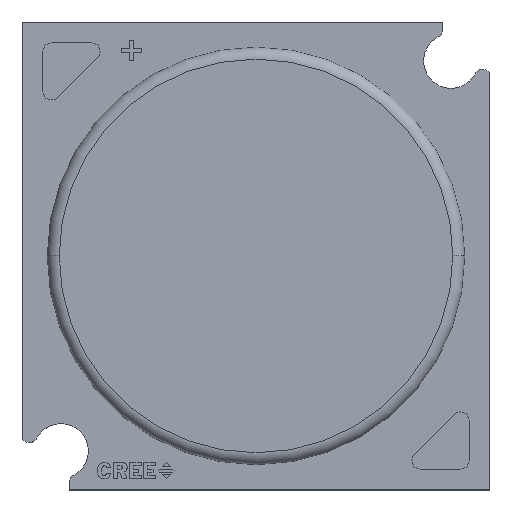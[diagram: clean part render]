
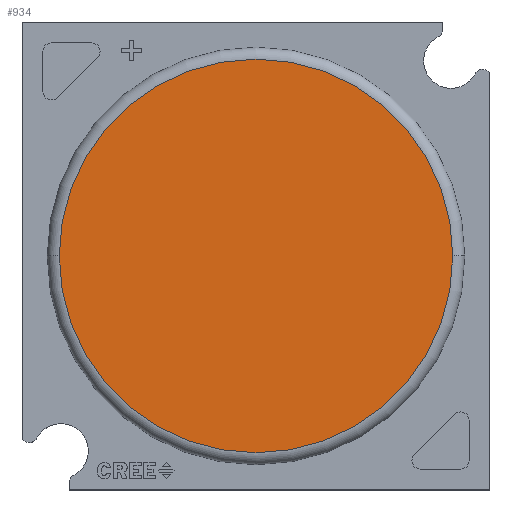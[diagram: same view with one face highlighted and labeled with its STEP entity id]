
A CAD part, top view. The second image highlights one B-rep face of the part: STEP entity #934.
In plain terms, the highlighted planar face has unit normal (0, 0, 1).
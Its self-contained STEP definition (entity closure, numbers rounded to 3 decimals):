
#45 = AXIS2_PLACEMENT_3D ( 'NONE', #1199, #1184, #120 ) ;
#83 = DIRECTION ( 'NONE',  ( -1., 0., 0. ) ) ;
#120 = DIRECTION ( 'NONE',  ( -1., 0., 0. ) ) ;
#154 = EDGE_CURVE ( 'NONE', #648, #353, #1430, .T. ) ;
#353 = VERTEX_POINT ( 'NONE', #1183 ) ;
#555 = FACE_OUTER_BOUND ( 'NONE', #1558, .T. ) ;
#648 = VERTEX_POINT ( 'NONE', #1298 ) ;
#715 = DIRECTION ( 'NONE',  ( -1., 0., 0. ) ) ;
#790 = ORIENTED_EDGE ( 'NONE', *, *, #154, .F. ) ;
#821 = CIRCLE ( 'NONE', #1296, 11.5 ) ;
#890 = CARTESIAN_POINT ( 'NONE',  ( 0., -11.5, 0.6 ) ) ;
#934 = ADVANCED_FACE ( 'NONE', ( #555 ), #1035, .F. ) ;
#1035 = PLANE ( 'NONE',  #1448 ) ;
#1046 = DIRECTION ( 'NONE',  ( 0., 0., -1. ) ) ;
#1065 = EDGE_CURVE ( 'NONE', #353, #648, #821, .T. ) ;
#1183 = CARTESIAN_POINT ( 'NONE',  ( 11.5, 0., 0.6 ) ) ;
#1184 = DIRECTION ( 'NONE',  ( 0., 0., -1. ) ) ;
#1199 = CARTESIAN_POINT ( 'NONE',  ( 0., 0., 0.6 ) ) ;
#1296 = AXIS2_PLACEMENT_3D ( 'NONE', #1433, #1540, #715 ) ;
#1298 = CARTESIAN_POINT ( 'NONE',  ( -11.5, 0., 0.6 ) ) ;
#1339 = ORIENTED_EDGE ( 'NONE', *, *, #1065, .F. ) ;
#1430 = CIRCLE ( 'NONE', #45, 11.5 ) ;
#1433 = CARTESIAN_POINT ( 'NONE',  ( 0., 0., 0.6 ) ) ;
#1448 = AXIS2_PLACEMENT_3D ( 'NONE', #890, #1046, #83 ) ;
#1540 = DIRECTION ( 'NONE',  ( 0., 0., -1. ) ) ;
#1558 = EDGE_LOOP ( 'NONE', ( #790, #1339 ) ) ;
